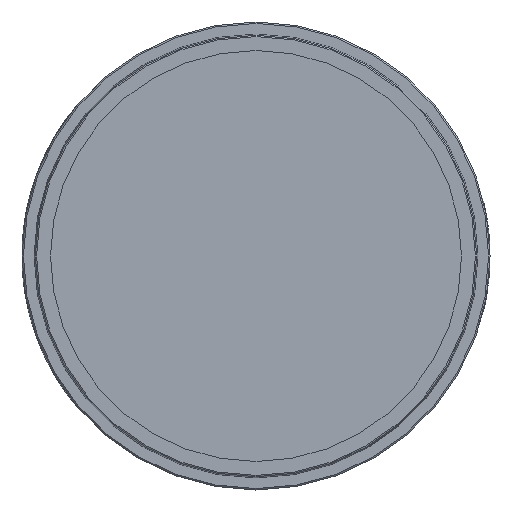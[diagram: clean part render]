
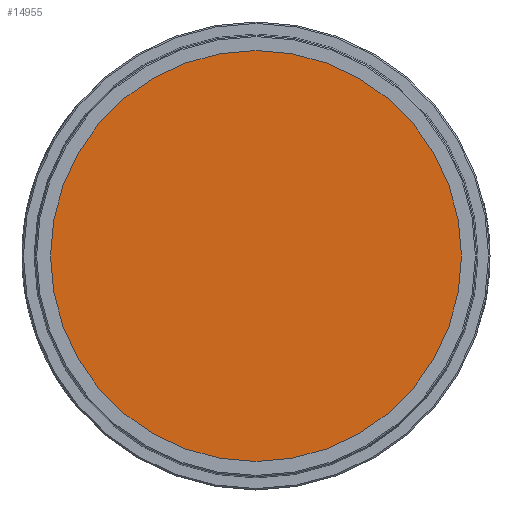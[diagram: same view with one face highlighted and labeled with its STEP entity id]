
A CAD part, left-side view. The second image highlights one B-rep face of the part: STEP entity #14955.
In plain terms, the highlighted planar face has unit normal (-1, 0, 0).
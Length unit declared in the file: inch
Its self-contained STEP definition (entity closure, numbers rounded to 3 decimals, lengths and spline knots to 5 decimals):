
#605 = DIRECTION ( 'NONE',  ( 0., 0., -1. ) ) ;
#915 = DIRECTION ( 'NONE',  ( 0., 0., -1. ) ) ;
#2213 = CARTESIAN_POINT ( 'NONE',  ( -0.775, 0., -1.46654 ) ) ;
#3727 = AXIS2_PLACEMENT_3D ( 'NONE', #5918, #15172, #7252 ) ;
#4569 = CARTESIAN_POINT ( 'NONE',  ( -0.775, 0., 0. ) ) ;
#5918 = CARTESIAN_POINT ( 'NONE',  ( -0.775, 0., 0. ) ) ;
#6203 = EDGE_CURVE ( 'NONE', #8833, #10330, #15152, .T. ) ;
#6229 = AXIS2_PLACEMENT_3D ( 'NONE', #4569, #8832, #915 ) ;
#6929 = CIRCLE ( 'NONE', #13220, 1.46654 ) ;
#7252 = DIRECTION ( 'NONE',  ( 0., 0., -1. ) ) ;
#7527 = PLANE ( 'NONE',  #6229 ) ;
#7585 = FACE_OUTER_BOUND ( 'NONE', #12349, .T. ) ;
#8541 = DIRECTION ( 'NONE',  ( -1., 0., 0. ) ) ;
#8832 = DIRECTION ( 'NONE',  ( 1., 0., 0. ) ) ;
#8833 = VERTEX_POINT ( 'NONE', #13799 ) ;
#10330 = VERTEX_POINT ( 'NONE', #2213 ) ;
#12349 = EDGE_LOOP ( 'NONE', ( #14556, #13536 ) ) ;
#13220 = AXIS2_PLACEMENT_3D ( 'NONE', #16469, #8541, #605 ) ;
#13536 = ORIENTED_EDGE ( 'NONE', *, *, #6203, .T. ) ;
#13799 = CARTESIAN_POINT ( 'NONE',  ( -0.775, 0., 1.46654 ) ) ;
#14556 = ORIENTED_EDGE ( 'NONE', *, *, #17072, .T. ) ;
#14955 = ADVANCED_FACE ( 'NONE', ( #7585 ), #7527, .F. ) ;
#15152 = CIRCLE ( 'NONE', #3727, 1.46654 ) ;
#15172 = DIRECTION ( 'NONE',  ( -1., 0., 0. ) ) ;
#16469 = CARTESIAN_POINT ( 'NONE',  ( -0.775, 0., 0. ) ) ;
#17072 = EDGE_CURVE ( 'NONE', #10330, #8833, #6929, .T. ) ;
